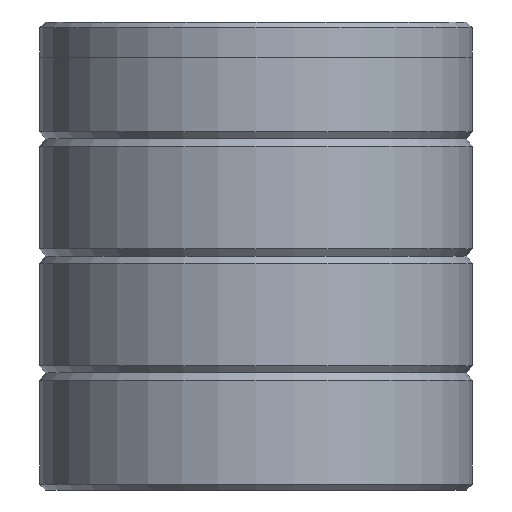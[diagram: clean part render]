
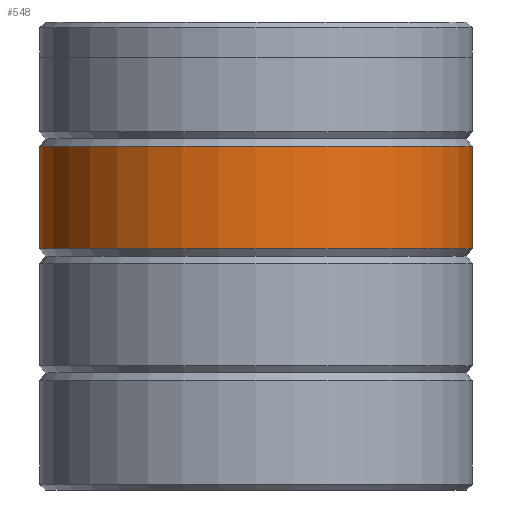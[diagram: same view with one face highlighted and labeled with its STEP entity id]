
A CAD part, front view. The second image highlights one B-rep face of the part: STEP entity #548.
In plain terms, the highlighted cylindrical face has radius 18.5 mm (diameter 37 mm), a partial arc.
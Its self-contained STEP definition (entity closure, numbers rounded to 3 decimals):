
#61 = ORIENTED_EDGE ( 'NONE', *, *, #538, .T. ) ;
#67 = VERTEX_POINT ( 'NONE', #835 ) ;
#83 = EDGE_LOOP ( 'NONE', ( #1049, #61, #1633, #978 ) ) ;
#117 = DIRECTION ( 'NONE',  ( -1., 0., 0. ) ) ;
#123 = VERTEX_POINT ( 'NONE', #1117 ) ;
#208 = VERTEX_POINT ( 'NONE', #730 ) ;
#338 = AXIS2_PLACEMENT_3D ( 'NONE', #682, #1654, #825 ) ;
#346 = VECTOR ( 'NONE', #1215, 1000. ) ;
#502 = EDGE_CURVE ( 'NONE', #123, #67, #1467, .T. ) ;
#512 = EDGE_CURVE ( 'NONE', #660, #208, #713, .T. ) ;
#538 = EDGE_CURVE ( 'NONE', #123, #660, #762, .T. ) ;
#548 = ADVANCED_FACE ( 'NONE', ( #1731 ), #1001, .T. ) ;
#588 = CIRCLE ( 'NONE', #803, 18.5 ) ;
#603 = EDGE_CURVE ( 'NONE', #67, #208, #588, .T. ) ;
#660 = VERTEX_POINT ( 'NONE', #833 ) ;
#664 = DIRECTION ( 'NONE',  ( 0., 0., -1. ) ) ;
#682 = CARTESIAN_POINT ( 'NONE',  ( 0., 0., 29.375 ) ) ;
#704 = AXIS2_PLACEMENT_3D ( 'NONE', #964, #1111, #1772 ) ;
#713 = LINE ( 'NONE', #1630, #1412 ) ;
#730 = CARTESIAN_POINT ( 'NONE',  ( -18.5, 0., 20.625 ) ) ;
#762 = CIRCLE ( 'NONE', #338, 18.5 ) ;
#803 = AXIS2_PLACEMENT_3D ( 'NONE', #1787, #977, #117 ) ;
#825 = DIRECTION ( 'NONE',  ( -1., 0., 0. ) ) ;
#833 = CARTESIAN_POINT ( 'NONE',  ( -18.5, 0., 29.375 ) ) ;
#835 = CARTESIAN_POINT ( 'NONE',  ( 18.5, 0., 20.625 ) ) ;
#964 = CARTESIAN_POINT ( 'NONE',  ( 0., 0., 40. ) ) ;
#977 = DIRECTION ( 'NONE',  ( 0., 0., -1. ) ) ;
#978 = ORIENTED_EDGE ( 'NONE', *, *, #603, .F. ) ;
#1001 = CYLINDRICAL_SURFACE ( 'NONE', #704, 18.5 ) ;
#1049 = ORIENTED_EDGE ( 'NONE', *, *, #502, .F. ) ;
#1111 = DIRECTION ( 'NONE',  ( 0., 0., -1. ) ) ;
#1117 = CARTESIAN_POINT ( 'NONE',  ( 18.5, 0., 29.375 ) ) ;
#1215 = DIRECTION ( 'NONE',  ( 0., 0., -1. ) ) ;
#1358 = CARTESIAN_POINT ( 'NONE',  ( 18.5, 0., 40. ) ) ;
#1412 = VECTOR ( 'NONE', #664, 1000. ) ;
#1467 = LINE ( 'NONE', #1358, #346 ) ;
#1630 = CARTESIAN_POINT ( 'NONE',  ( -18.5, 0., 40. ) ) ;
#1633 = ORIENTED_EDGE ( 'NONE', *, *, #512, .T. ) ;
#1654 = DIRECTION ( 'NONE',  ( 0., 0., -1. ) ) ;
#1731 = FACE_OUTER_BOUND ( 'NONE', #83, .T. ) ;
#1772 = DIRECTION ( 'NONE',  ( -1., 0., 0. ) ) ;
#1787 = CARTESIAN_POINT ( 'NONE',  ( 0., 0., 20.625 ) ) ;
